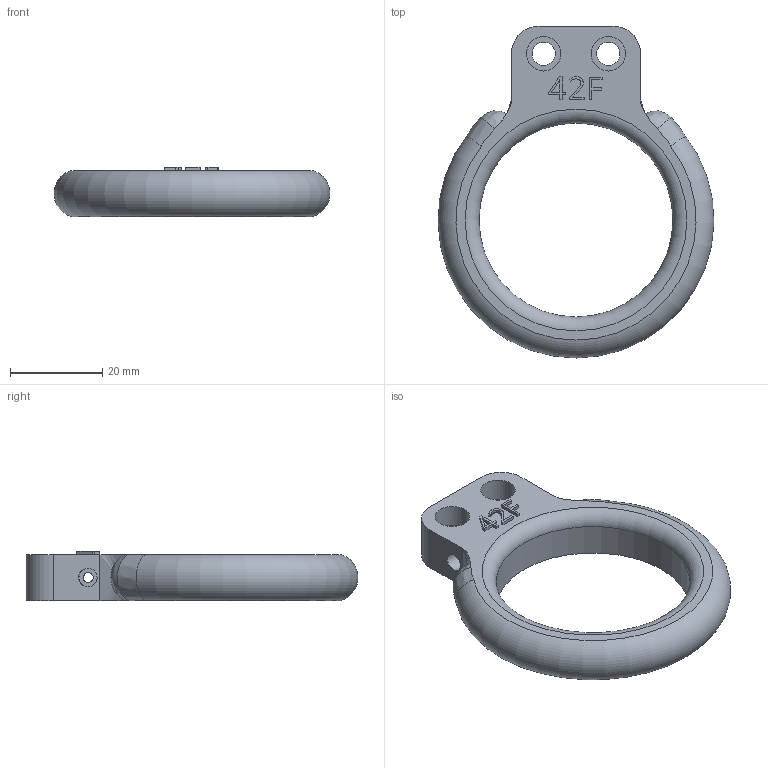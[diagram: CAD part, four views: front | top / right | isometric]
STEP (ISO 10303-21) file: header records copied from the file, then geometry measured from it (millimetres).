
FILE_DESCRIPTION(/* description */ ('STEP AP242 Edition 2','CAx-IF Rec.Pracs.---Representation and Presentation of Product Manufacturing Information (PMI)---4.0---2014-10-13','CAx-IF Rec.Pracs.---3D Tessellated Geometry---0.4---2014-09-14','2;1','CAx-IF Rec.Pracs.---User Defined Attributes---1.5---2016-08-15'),/* implementation_level */ '2;1');
FILE_NAME(/* name */ '6967f588afae633f8c311c20',/* time_stamp */ '2026-01-14T19:59:04Z',/* author */ (''),/* organization */ (''),/* preprocessor_version */ 'ST-DEVELOPER v20',/* originating_system */ 'ONSHAPE BY PTC INC, 1.209',/* authorisation */ ' ');
FILE_SCHEMA (('AP242_MANAGED_MODEL_BASED_3D_ENGINEERING_MIM_LF { 1 0 10303 442 3 1 4 }'));
Length unit declared in the file: metre
Products named in the file (1): Ring
Bounding box: 59.73 x 71.87 x 10.7 mm (x, y, z)
Volume: 15042.8 mm3; surface area: 6825.6 mm2
Topology: 1 solids, 1 shells, 78 faces, 203 edges, 134 vertices
Faces by surface type: plane 47, bspline 15, cylinder 14, torus 2
Full cylindrical faces by diameter (mm): 2.15 x1, 4 x1, 5 x2, 7.5 x2, 42 x1
Entity records: 2774 total; most frequent: CARTESIAN_POINT 960, ORIENTED_EDGE 388, DIRECTION 310, EDGE_CURVE 194, VERTEX_POINT 133, LINE 120, VECTOR 120, EDGE_LOOP 101
